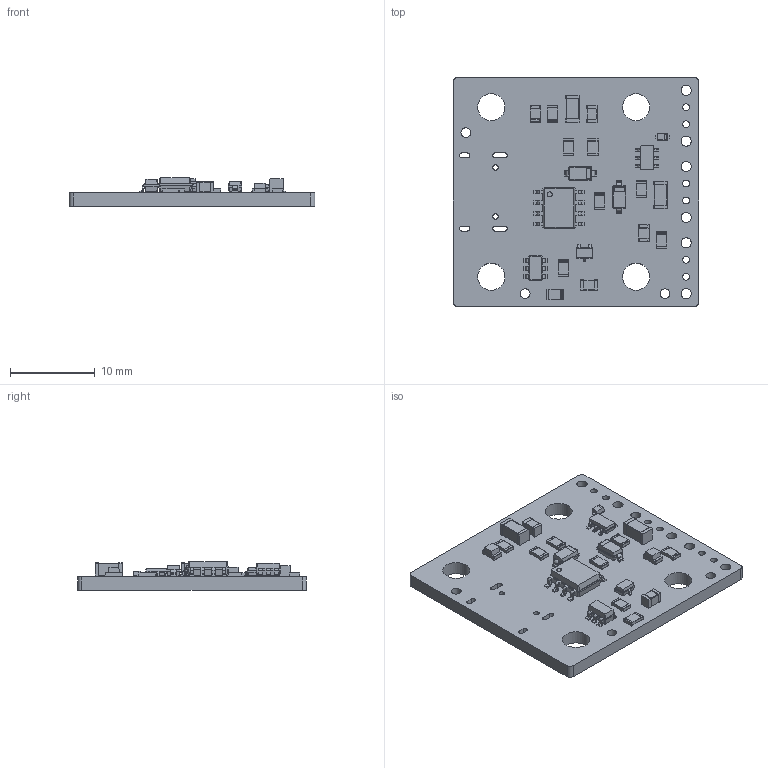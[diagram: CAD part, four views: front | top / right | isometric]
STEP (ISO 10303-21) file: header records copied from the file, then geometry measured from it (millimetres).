
FILE_DESCRIPTION(('KiCad electronic assembly'),'2;1');
FILE_NAME('USB-C-splitter.step','2024-06-30T18:39:10',('Pcbnew'),( 'Kicad'),'Open CASCADE STEP processor 7.8','KiCad to STEP converter' ,'Unknown');
FILE_SCHEMA(('AUTOMOTIVE_DESIGN { 1 0 10303 214 1 1 1 1 }'));
Length unit declared in the file: millimetre
Products named in the file (22): USB-C-splitter 1; SOT-323_SC-70; SOT_323_SC_70; R_0805_2012Metric; SOIC-8_3.9x4.9mm_P1.27mm; SOIC_8_39x49mm_P127mm; C_1206_3216Metric; D_SOD-123; D_SOD_123; LED_0805_2012Metric; C_0805_2012Metric; TSOT-23-6; TSOT_23_6; D_SOD-523; D_SOD_523; SOT-23-6; SOT_23_6; USB-C-3-way-splitter_PCB
Assembly tree (32 placements, depth 3):
  USB-C-splitter 1
    SOT-323_SC-70
      SOT_323_SC_70
    R_0805_2012Metric  x8
      R_0805_2012Metric
    SOIC-8_3.9x4.9mm_P1.27mm
      SOIC_8_39x49mm_P127mm
    C_1206_3216Metric  x2
      C_1206_3216Metric
    D_SOD-123  x2
      D_SOD_123
    LED_0805_2012Metric  x2
      LED_0805_2012Metric
    C_0805_2012Metric  x2
      C_0805_2012Metric
    TSOT-23-6
      TSOT_23_6
    D_SOD-523
      D_SOD_523
    SOT-23-6
      SOT_23_6
    USB-C-3-way-splitter_PCB
Bounding box: 29 x 27 x 3.4 mm (x, y, z)
Volume: 1260.8 mm3; surface area: 2163.6 mm2
Topology: 22 solids, 22 shells, 1108 faces, 2824 edges, 1774 vertices
Faces by surface type: plane 657, cylinder 270, bspline 181
Full cylindrical faces by diameter (mm): 0.6 x1, 0.65 x2, 0.8 x6, 1.152 x3, 1.2 x6, 3.2 x4
Entity records: 27601 total; most frequent: CARTESIAN_POINT 4550, ORIENTED_EDGE 3830, DIRECTION 3353, EDGE_CURVE 1915, LINE 1395, VECTOR 1395, VERTEX_POINT 1192, AXIS2_PLACEMENT_3D 979
